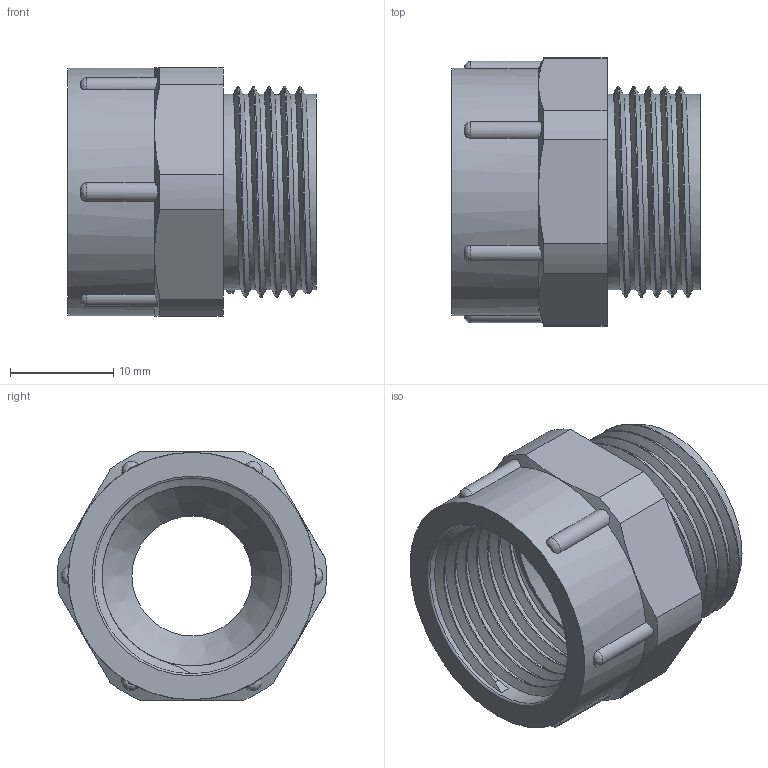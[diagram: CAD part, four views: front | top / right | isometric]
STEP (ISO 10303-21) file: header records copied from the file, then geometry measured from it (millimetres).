
FILE_DESCRIPTION(/* description */ ('Reduzierung sechskant PG 13 /PG 11 Bauform B'),/* implementation_level */ '2;1');
FILE_NAME(/* name */ '11081311-RST.stp',/* time_stamp */ '2020-05-12T12:11:56+02:00',/* author */ ('sl'),/* organization */ (''),/* preprocessor_version */ 'ST-DEVELOPER v16.5',/* originating_system */ 'Autodesk Inventor 2017',/* authorisation */ '');
FILE_SCHEMA (('AUTOMOTIVE_DESIGN { 1 0 10303 214 3 1 1 }'));
Length unit declared in the file: millimetre
Products named in the file (1): 11081311
Bounding box: 24 x 26.01 x 24 mm (x, y, z)
Volume: 4541.7 mm3; surface area: 4229.2 mm2
Topology: 1 solids, 1 shells, 66 faces, 185 edges, 123 vertices
Faces by surface type: cylinder 33, plane 20, bspline 10, cone 2, torus 1
Full cylindrical faces by diameter (mm): 11.6 x1, 15.25 x1, 18.908 x5, 18.922 x7, 23.92 x1
Entity records: 4257 total; most frequent: CARTESIAN_POINT 2983, ORIENTED_EDGE 274, DIRECTION 229, EDGE_CURVE 137, VERTEX_POINT 95, AXIS2_PLACEMENT_3D 95, EDGE_LOOP 68, FACE_OUTER_BOUND 55
